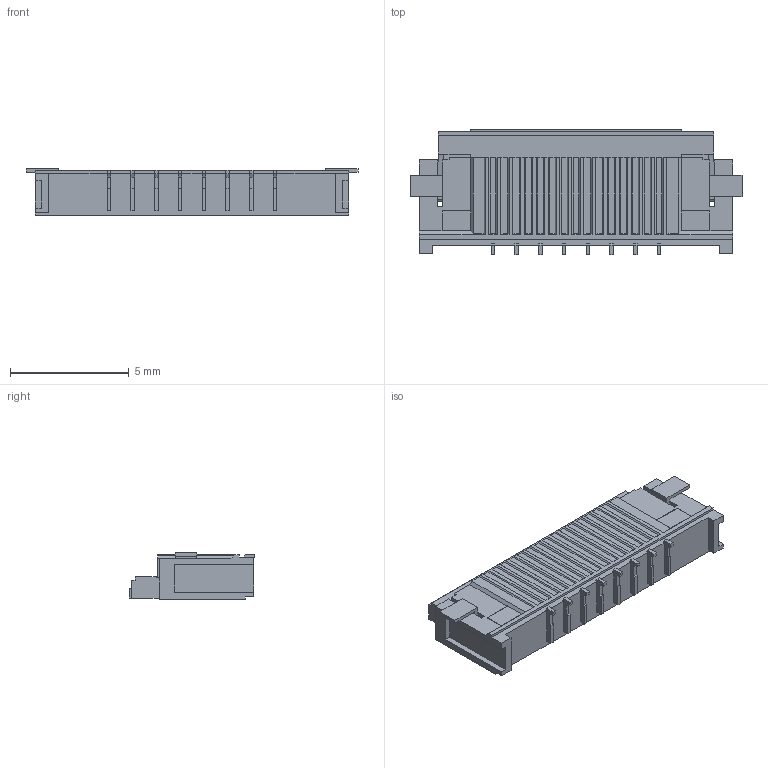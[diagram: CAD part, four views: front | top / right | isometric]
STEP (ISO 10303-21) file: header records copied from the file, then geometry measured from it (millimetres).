
FILE_DESCRIPTION( ( 'STEP AP214' ), '1' );
FILE_NAME( 'psolqas14032125210.stp', '2020-02-11T13:03:21', ( '' ), ( '' ), ' ', 'PARTsolutions', ' ' );
FILE_SCHEMA( ( 'AUTOMOTIVE_DESIGN { 1 0 10303 214 1 1 1 1 }' ) );
Length unit declared in the file: metre
Products named in the file (1): 1
Bounding box: 14 x 5.3 x 1.96 mm (x, y, z)
Volume: 77 mm3; surface area: 323.3 mm2
Topology: 1 solids, 1 shells, 785 faces, 2317 edges, 1516 vertices
Faces by surface type: plane 684, cylinder 101
Entity records: 25788 total; most frequent: ORIENTED_EDGE 4634, CARTESIAN_POINT 4619, DIRECTION 4107, EDGE_CURVE 2317, LINE 2099, VECTOR 2099, VERTEX_POINT 1516, AXIS2_PLACEMENT_3D 1004
